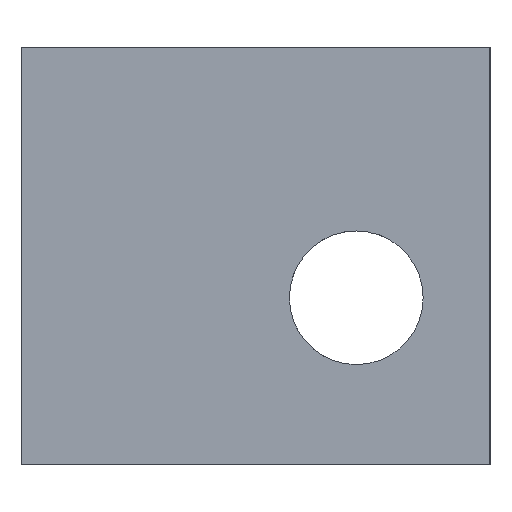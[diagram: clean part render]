
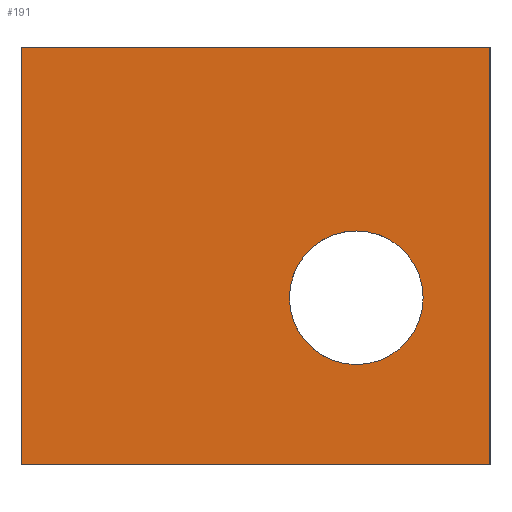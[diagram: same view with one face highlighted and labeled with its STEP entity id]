
A CAD part, left-side view. The second image highlights one B-rep face of the part: STEP entity #191.
In plain terms, the highlighted planar face has unit normal (-1, 0, 0).
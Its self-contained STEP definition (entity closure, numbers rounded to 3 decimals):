
#134=CARTESIAN_POINT('Axis2P3D Location',(0.,0.,0.)) ;
#139=CARTESIAN_POINT('Line Origine',(0.,20.,2.5)) ;
#143=CARTESIAN_POINT('Vertex',(0.,20.,-10.)) ;
#145=CARTESIAN_POINT('Vertex',(0.,20.,15.)) ;
#148=CARTESIAN_POINT('Line Origine',(0.,6.,-10.)) ;
#152=CARTESIAN_POINT('Vertex',(0.,-8.,-10.)) ;
#155=CARTESIAN_POINT('Line Origine',(0.,-8.,2.5)) ;
#159=CARTESIAN_POINT('Vertex',(0.,-8.,15.)) ;
#162=CARTESIAN_POINT('Line Origine',(0.,6.,15.)) ;
#173=CARTESIAN_POINT('Axis2P3D Location',(0.,0.,0.)) ;
#177=CARTESIAN_POINT('Vertex',(0.,4.,0.)) ;
#179=CARTESIAN_POINT('Vertex',(0.,-4.,0.)) ;
#182=CARTESIAN_POINT('Axis2P3D Location',(0.,0.,0.)) ;
#135=DIRECTION('Axis2P3D Direction',(1.,0.,0.)) ;
#136=DIRECTION('Axis2P3D XDirection',(0.,1.,0.)) ;
#140=DIRECTION('Vector Direction',(0.,0.,-1.)) ;
#149=DIRECTION('Vector Direction',(0.,-1.,0.)) ;
#156=DIRECTION('Vector Direction',(0.,0.,1.)) ;
#163=DIRECTION('Vector Direction',(0.,1.,0.)) ;
#174=DIRECTION('Axis2P3D Direction',(1.,0.,0.)) ;
#183=DIRECTION('Axis2P3D Direction',(1.,0.,0.)) ;
#137=AXIS2_PLACEMENT_3D('Plane Axis2P3D',#134,#135,#136) ;
#175=AXIS2_PLACEMENT_3D('Circle Axis2P3D',#173,#174,$) ;
#184=AXIS2_PLACEMENT_3D('Circle Axis2P3D',#182,#183,$) ;
#168=ORIENTED_EDGE('',*,*,#147,.F.) ;
#169=ORIENTED_EDGE('',*,*,#154,.F.) ;
#170=ORIENTED_EDGE('',*,*,#161,.F.) ;
#171=ORIENTED_EDGE('',*,*,#166,.F.) ;
#188=ORIENTED_EDGE('',*,*,#181,.T.) ;
#189=ORIENTED_EDGE('',*,*,#186,.T.) ;
#190=FACE_BOUND('',#187,.T.) ;
#141=VECTOR('Line Direction',#140,1.) ;
#150=VECTOR('Line Direction',#149,1.) ;
#157=VECTOR('Line Direction',#156,1.) ;
#164=VECTOR('Line Direction',#163,1.) ;
#191=ADVANCED_FACE('Corps principal',(#172,#190),#138,.F.) ;
#176=CIRCLE('generated circle',#175,4.) ;
#185=CIRCLE('generated circle',#184,4.) ;
#147=EDGE_CURVE('',#144,#146,#142,.F.) ;
#154=EDGE_CURVE('',#153,#144,#151,.F.) ;
#161=EDGE_CURVE('',#160,#153,#158,.F.) ;
#166=EDGE_CURVE('',#146,#160,#165,.F.) ;
#181=EDGE_CURVE('',#178,#180,#176,.T.) ;
#186=EDGE_CURVE('',#180,#178,#185,.T.) ;
#167=EDGE_LOOP('',(#168,#169,#170,#171)) ;
#187=EDGE_LOOP('',(#188,#189)) ;
#172=FACE_OUTER_BOUND('',#167,.T.) ;
#142=LINE('Line',#139,#141) ;
#151=LINE('Line',#148,#150) ;
#158=LINE('Line',#155,#157) ;
#165=LINE('Line',#162,#164) ;
#138=PLANE('Plane',#137) ;
#144=VERTEX_POINT('',#143) ;
#146=VERTEX_POINT('',#145) ;
#153=VERTEX_POINT('',#152) ;
#160=VERTEX_POINT('',#159) ;
#178=VERTEX_POINT('',#177) ;
#180=VERTEX_POINT('',#179) ;
